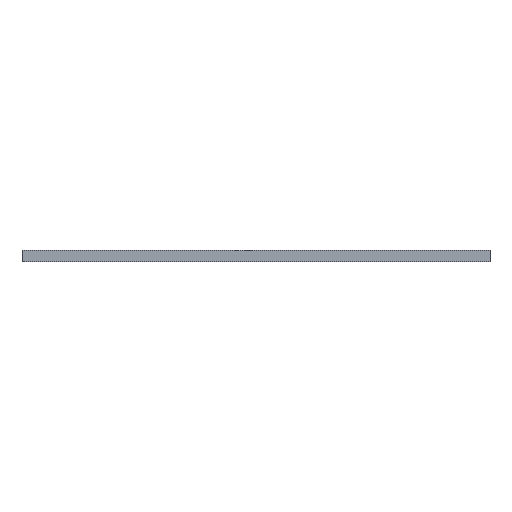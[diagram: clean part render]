
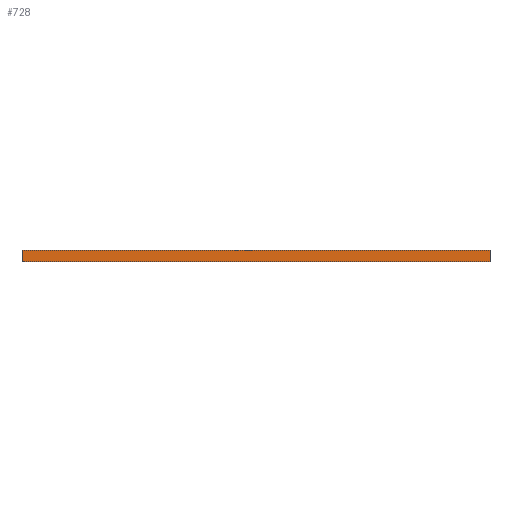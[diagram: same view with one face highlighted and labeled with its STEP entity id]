
A CAD part, left-side view. The second image highlights one B-rep face of the part: STEP entity #728.
In plain terms, the highlighted planar face has unit normal (-1, 0, 0).
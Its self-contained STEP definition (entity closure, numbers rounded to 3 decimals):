
#728=ADVANCED_FACE('',(#1486),#1488,.T.);
#1486=FACE_BOUND('',#1487,.T.);
#1487=EDGE_LOOP('',(#2140,#2141,#2142,#2143));
#1488=PLANE('',#1489);
#1489=AXIS2_PLACEMENT_3D('',#1490,#1491,#1492);
#1490=CARTESIAN_POINT('',(-200.,0.,0.));
#1491=DIRECTION('',(-1.,0.,0.));
#1492=DIRECTION('',(0.,-1.,0.));
#2140=ORIENTED_EDGE('',*,*,#2429,.T.);
#2141=ORIENTED_EDGE('',*,*,#2523,.T.);
#2142=ORIENTED_EDGE('',*,*,#2356,.F.);
#2143=ORIENTED_EDGE('',*,*,#2524,.F.);
#2356=EDGE_CURVE('',#2743,#2744,#2745,.T.);
#2429=EDGE_CURVE('',#2879,#2883,#2885,.T.);
#2523=EDGE_CURVE('',#2883,#2744,#3007,.T.);
#2524=EDGE_CURVE('',#2879,#2743,#3008,.T.);
#2743=VERTEX_POINT('',#3475);
#2744=VERTEX_POINT('',#3476);
#2745=LINE('',#3477,#3478);
#2879=VERTEX_POINT('',#3773);
#2883=VERTEX_POINT('',#3781);
#2885=LINE('',#3785,#3786);
#3007=LINE('',#4109,#4110);
#3008=LINE('',#4112,#4113);
#3475=CARTESIAN_POINT('',(-200.,0.,5.));
#3476=CARTESIAN_POINT('',(-200.,-200.,5.));
#3477=CARTESIAN_POINT('',(-200.,0.,5.));
#3478=VECTOR('',#3479,1.);
#3479=DIRECTION('',(0.,-1.,0.));
#3773=CARTESIAN_POINT('',(-200.,0.,0.));
#3781=CARTESIAN_POINT('',(-200.,-200.,0.));
#3785=CARTESIAN_POINT('',(-200.,0.,0.));
#3786=VECTOR('',#3787,1.);
#3787=DIRECTION('',(0.,-1.,0.));
#4109=CARTESIAN_POINT('',(-200.,-200.,0.));
#4110=VECTOR('',#4111,1.);
#4111=DIRECTION('',(0.,0.,1.));
#4112=CARTESIAN_POINT('',(-200.,0.,0.));
#4113=VECTOR('',#4114,1.);
#4114=DIRECTION('',(0.,0.,1.));
